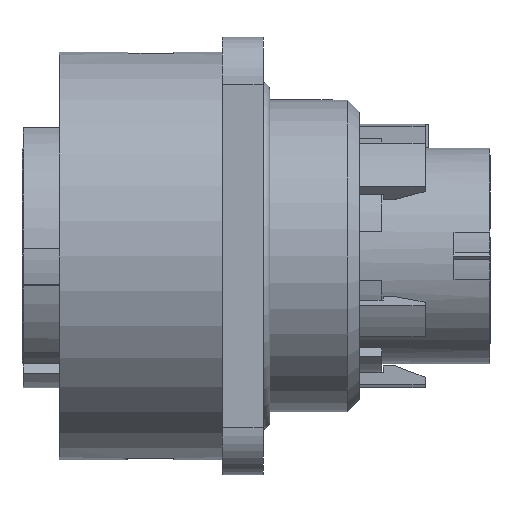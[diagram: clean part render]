
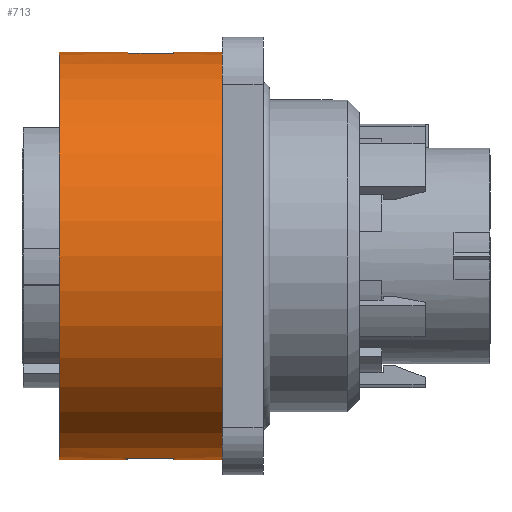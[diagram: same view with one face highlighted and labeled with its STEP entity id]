
A CAD part, front view. The second image highlights one B-rep face of the part: STEP entity #713.
In plain terms, the highlighted cylindrical face has radius 17 mm (diameter 34 mm), a full revolution.
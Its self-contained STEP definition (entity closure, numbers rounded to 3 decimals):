
#155=ELLIPSE('',#6672,17.042,17.);
#156=ELLIPSE('',#6816,17.042,17.);
#196=FACE_BOUND('',#1476,.T.);
#197=FACE_BOUND('',#1477,.T.);
#198=FACE_BOUND('',#1478,.T.);
#199=FACE_BOUND('',#1479,.T.);
#713=ADVANCED_FACE('',(#196,#197,#198,#199),#932,.T.);
#932=CYLINDRICAL_SURFACE('',#6818,17.);
#1476=EDGE_LOOP('',(#3813,#3814,#3815,#3816));
#1477=EDGE_LOOP('',(#3817,#3818,#3819,#3820));
#1478=EDGE_LOOP('',(#3821));
#1479=EDGE_LOOP('',(#3822));
#1913=LINE('',#9559,#2521);
#1981=LINE('',#9795,#2589);
#1985=LINE('',#9805,#2593);
#2089=LINE('',#10196,#2697);
#2521=VECTOR('',#7583,1.);
#2589=VECTOR('',#7759,1.);
#2593=VECTOR('',#7769,1.);
#2697=VECTOR('',#8159,1.);
#3813=ORIENTED_EDGE('',*,*,#5625,.T.);
#3814=ORIENTED_EDGE('',*,*,#5913,.T.);
#3815=ORIENTED_EDGE('',*,*,#5914,.T.);
#3816=ORIENTED_EDGE('',*,*,#5915,.T.);
#3817=ORIENTED_EDGE('',*,*,#5723,.T.);
#3818=ORIENTED_EDGE('',*,*,#5725,.T.);
#3819=ORIENTED_EDGE('',*,*,#5728,.T.);
#3820=ORIENTED_EDGE('',*,*,#5730,.T.);
#3821=ORIENTED_EDGE('',*,*,#5629,.T.);
#3822=ORIENTED_EDGE('',*,*,#5912,.T.);
#4975=VERTEX_POINT('',#9558);
#4976=VERTEX_POINT('',#9560);
#4979=VERTEX_POINT('',#9568);
#5040=VERTEX_POINT('',#9791);
#5041=VERTEX_POINT('',#9794);
#5042=VERTEX_POINT('',#9798);
#5044=VERTEX_POINT('',#9804);
#5163=VERTEX_POINT('',#10192);
#5164=VERTEX_POINT('',#10195);
#5165=VERTEX_POINT('',#10197);
#5625=EDGE_CURVE('',#4976,#4975,#1913,.T.);
#5629=EDGE_CURVE('',#4979,#4979,#6294,.T.);
#5723=EDGE_CURVE('',#5040,#5041,#1981,.T.);
#5725=EDGE_CURVE('',#5041,#5042,#155,.T.);
#5728=EDGE_CURVE('',#5042,#5044,#1985,.T.);
#5730=EDGE_CURVE('',#5044,#5040,#6315,.T.);
#5912=EDGE_CURVE('',#5163,#5163,#6389,.T.);
#5913=EDGE_CURVE('',#4975,#5164,#156,.T.);
#5914=EDGE_CURVE('',#5164,#5165,#2089,.T.);
#5915=EDGE_CURVE('',#5165,#4976,#6390,.T.);
#6294=CIRCLE('',#6619,17.);
#6315=CIRCLE('',#6675,17.);
#6389=CIRCLE('',#6814,17.);
#6390=CIRCLE('',#6817,17.);
#6619=AXIS2_PLACEMENT_3D('',#9567,#7590,#7591);
#6672=AXIS2_PLACEMENT_3D('',#9799,#7763,#7764);
#6675=AXIS2_PLACEMENT_3D('',#9808,#7773,#7774);
#6814=AXIS2_PLACEMENT_3D('',#10191,#8153,#8154);
#6816=AXIS2_PLACEMENT_3D('',#10194,#8157,#8158);
#6817=AXIS2_PLACEMENT_3D('',#10198,#8160,#8161);
#6818=AXIS2_PLACEMENT_3D('',#10199,#8162,#8163);
#7583=DIRECTION('',(-1.,0.,0.));
#7590=DIRECTION('',(1.,0.,0.));
#7591=DIRECTION('',(0.,1.,0.));
#7759=DIRECTION('',(-1.,0.,0.));
#7763=DIRECTION('',(-0.998,0.07,0.));
#7764=DIRECTION('',(-0.07,-0.998,0.));
#7769=DIRECTION('',(1.,0.,0.));
#7773=DIRECTION('',(1.,0.,0.));
#7774=DIRECTION('',(0.,-0.134,-0.991));
#8153=DIRECTION('',(-1.,0.,0.));
#8154=DIRECTION('',(0.,1.,0.));
#8157=DIRECTION('',(-0.998,-0.07,0.));
#8158=DIRECTION('',(0.07,-0.998,0.));
#8159=DIRECTION('',(1.,0.,0.));
#8160=DIRECTION('',(1.,0.,0.));
#8161=DIRECTION('',(0.,0.134,0.991));
#8162=DIRECTION('',(1.,0.,0.));
#8163=DIRECTION('',(0.,1.,0.));
#9558=CARTESIAN_POINT('',(7.029,10.257,16.882));
#9559=CARTESIAN_POINT('',(10.759,10.257,16.882));
#9560=CARTESIAN_POINT('',(10.759,10.257,16.882));
#9567=CARTESIAN_POINT('',(1.229,12.257,0.));
#9568=CARTESIAN_POINT('',(1.229,29.257,0.));
#9791=CARTESIAN_POINT('',(10.759,14.257,-16.882));
#9794=CARTESIAN_POINT('',(7.029,14.257,-16.882));
#9795=CARTESIAN_POINT('',(10.759,14.257,-16.882));
#9798=CARTESIAN_POINT('',(6.749,10.257,-16.882));
#9799=CARTESIAN_POINT('',(6.889,12.257,0.));
#9804=CARTESIAN_POINT('',(10.759,10.257,-16.882));
#9805=CARTESIAN_POINT('',(6.749,10.257,-16.882));
#9808=CARTESIAN_POINT('',(10.759,12.257,0.));
#10191=CARTESIAN_POINT('',(14.829,12.257,0.));
#10192=CARTESIAN_POINT('',(14.829,29.257,0.));
#10194=CARTESIAN_POINT('',(6.889,12.257,0.));
#10195=CARTESIAN_POINT('',(6.749,14.257,16.882));
#10196=CARTESIAN_POINT('',(6.749,14.257,16.882));
#10197=CARTESIAN_POINT('',(10.759,14.257,16.882));
#10198=CARTESIAN_POINT('',(10.759,12.257,0.));
#10199=CARTESIAN_POINT('',(1.229,12.257,0.));
